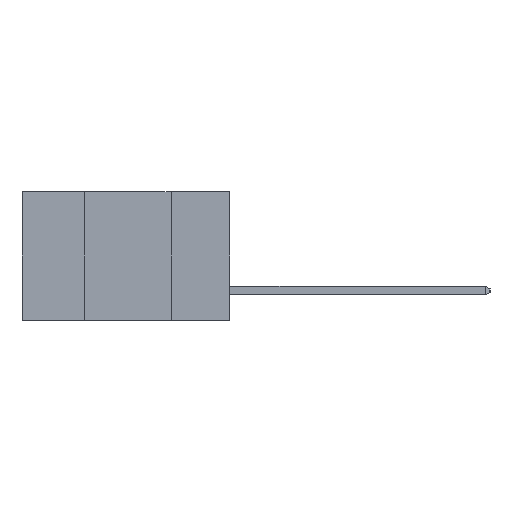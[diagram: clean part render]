
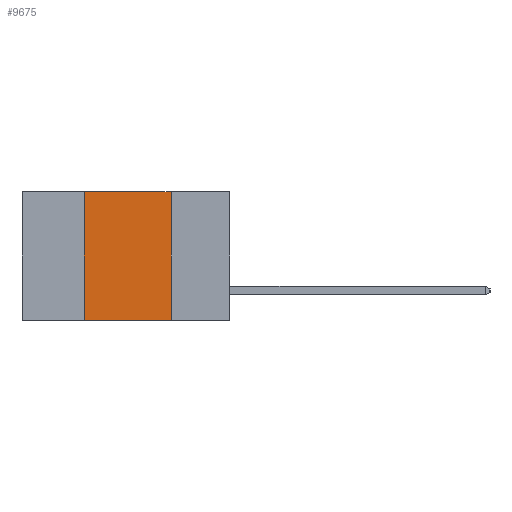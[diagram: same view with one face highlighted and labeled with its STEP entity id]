
A CAD part, left-side view. The second image highlights one B-rep face of the part: STEP entity #9675.
In plain terms, the highlighted planar face has unit normal (-1, 0, 0).
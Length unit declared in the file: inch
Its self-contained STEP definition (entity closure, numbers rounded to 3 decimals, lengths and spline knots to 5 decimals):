
#106 = EDGE_CURVE ( 'NONE', #18546, #4806, #22631, .T. ) ;
#464 = FACE_OUTER_BOUND ( 'NONE', #9477, .T. ) ;
#880 = CARTESIAN_POINT ( 'NONE',  ( 0., 0.6, 0. ) ) ;
#985 = ORIENTED_EDGE ( 'NONE', *, *, #22749, .T. ) ;
#1891 = CARTESIAN_POINT ( 'NONE',  ( 0., 0.6, -0.37 ) ) ;
#3069 = VECTOR ( 'NONE', #10978, 39.37008 ) ;
#4806 = VERTEX_POINT ( 'NONE', #6270 ) ;
#5905 = VECTOR ( 'NONE', #10992, 39.37008 ) ;
#6270 = CARTESIAN_POINT ( 'NONE',  ( 0., 0.17, 0. ) ) ;
#7121 = AXIS2_PLACEMENT_3D ( 'NONE', #17413, #21114, #9889 ) ;
#8260 = VECTOR ( 'NONE', #11474, 39.37008 ) ;
#8868 = LINE ( 'NONE', #1891, #8260 ) ;
#9467 = EDGE_CURVE ( 'NONE', #11929, #18546, #20943, .T. ) ;
#9477 = EDGE_LOOP ( 'NONE', ( #18371, #11239, #22204, #985 ) ) ;
#9675 = ADVANCED_FACE ( 'NONE', ( #464 ), #15547, .F. ) ;
#9889 = DIRECTION ( 'NONE',  ( 0., 0., -1. ) ) ;
#10650 = CARTESIAN_POINT ( 'NONE',  ( 0., 0.17, -0.37 ) ) ;
#10978 = DIRECTION ( 'NONE',  ( 0., 0., -1. ) ) ;
#10992 = DIRECTION ( 'NONE',  ( 0., 0., 1. ) ) ;
#11239 = ORIENTED_EDGE ( 'NONE', *, *, #106, .F. ) ;
#11355 = CARTESIAN_POINT ( 'NONE',  ( 0., 0.42, -0.37 ) ) ;
#11474 = DIRECTION ( 'NONE',  ( 0., -1., 0. ) ) ;
#11929 = VERTEX_POINT ( 'NONE', #11355 ) ;
#13930 = VERTEX_POINT ( 'NONE', #10650 ) ;
#15547 = PLANE ( 'NONE',  #7121 ) ;
#15892 = EDGE_CURVE ( 'NONE', #4806, #13930, #17681, .T. ) ;
#17413 = CARTESIAN_POINT ( 'NONE',  ( 0., 0.6, 0. ) ) ;
#17681 = LINE ( 'NONE', #22164, #3069 ) ;
#17754 = VECTOR ( 'NONE', #23163, 39.37008 ) ;
#18371 = ORIENTED_EDGE ( 'NONE', *, *, #15892, .F. ) ;
#18546 = VERTEX_POINT ( 'NONE', #20791 ) ;
#20410 = CARTESIAN_POINT ( 'NONE',  ( 0., 0.42, 0. ) ) ;
#20791 = CARTESIAN_POINT ( 'NONE',  ( 0., 0.42, 0. ) ) ;
#20943 = LINE ( 'NONE', #20410, #5905 ) ;
#21114 = DIRECTION ( 'NONE',  ( 1., 0., 0. ) ) ;
#22164 = CARTESIAN_POINT ( 'NONE',  ( 0., 0.17, 0. ) ) ;
#22204 = ORIENTED_EDGE ( 'NONE', *, *, #9467, .F. ) ;
#22631 = LINE ( 'NONE', #880, #17754 ) ;
#22749 = EDGE_CURVE ( 'NONE', #11929, #13930, #8868, .T. ) ;
#23163 = DIRECTION ( 'NONE',  ( 0., -1., 0. ) ) ;
